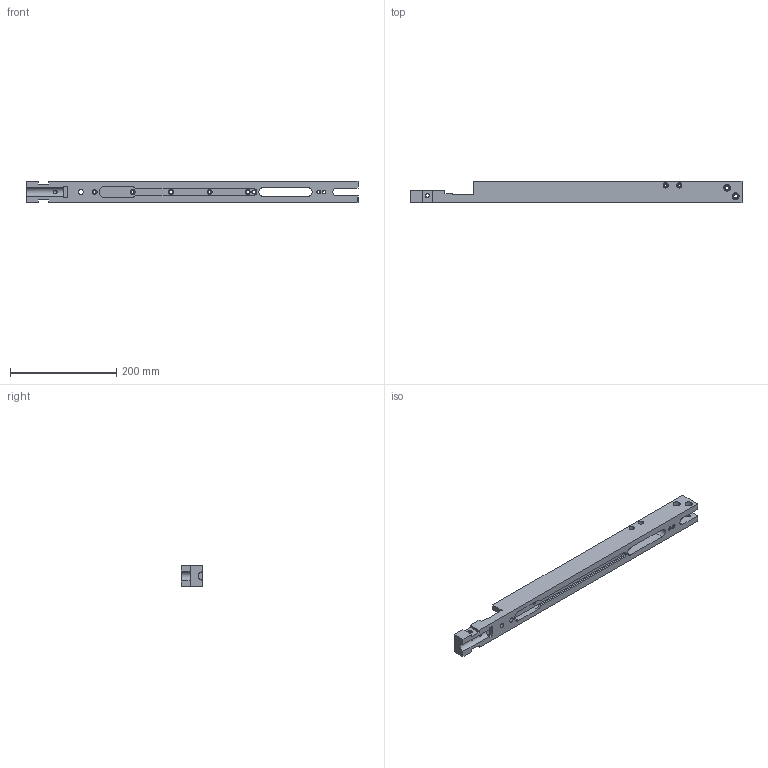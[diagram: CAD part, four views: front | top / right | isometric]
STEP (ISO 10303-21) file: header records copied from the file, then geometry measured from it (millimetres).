
FILE_DESCRIPTION (( 'STEP AP214' ), '1' );
FILE_NAME ('80038futavant2.STEP', '2020-04-29T14:36:27', ( '' ), ( '' ), 'SwSTEP 2.0', 'SolidWorks 2018', '' );
FILE_SCHEMA (( 'AUTOMOTIVE_DESIGN' ));
Length unit declared in the file: millimetre
Products named in the file (1): 80038futavant2
Bounding box: 626.11 x 40 x 40 mm (x, y, z)
Surface area: 139437.1 mm2 (no closed solid volume)
Topology: 0 solids, 2 shells, 716 faces, 2065 edges, 1355 vertices
Faces by surface type: cylinder 592, plane 62, bspline 52, cone 10
Entity records: 65611 total; most frequent: CARTESIAN_POINT 49950, ORIENTED_EDGE 4110, DIRECTION 2422, EDGE_CURVE 2057, VERTEX_POINT 1355, AXIS2_PLACEMENT_3D 834, EDGE_LOOP 769, LINE 754
